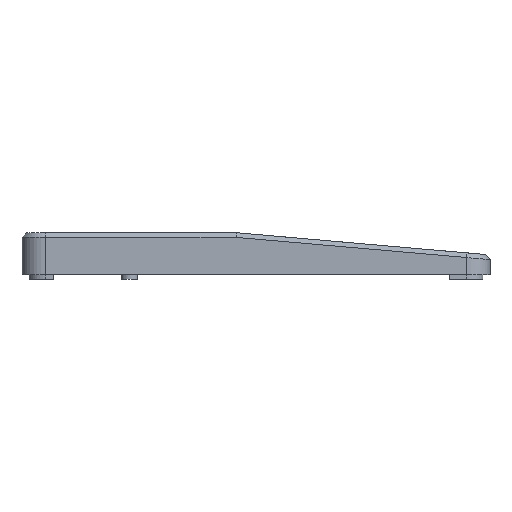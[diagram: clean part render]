
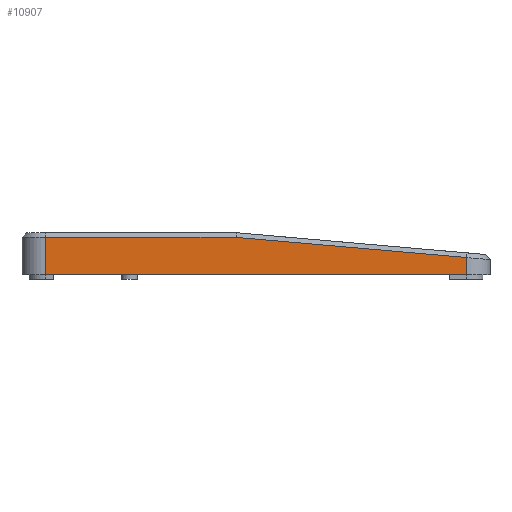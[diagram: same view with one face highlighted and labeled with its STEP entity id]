
A CAD part, left-side view. The second image highlights one B-rep face of the part: STEP entity #10907.
In plain terms, the highlighted planar face has unit normal (-1, 0, 0).
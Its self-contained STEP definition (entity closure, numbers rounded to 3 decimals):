
#482=B_SPLINE_CURVE_WITH_KNOTS('',3,(#20199,#20200,#20201,#20202),
 .UNSPECIFIED.,.F.,.F.,(4,4),(-1.571,-1.553),
 .UNSPECIFIED.);
#917=PLANE('',#11494);
#1502=FACE_OUTER_BOUND('',#2158,.T.);
#2158=EDGE_LOOP('',(#10239,#10240,#10241,#10242,#10243,#10244));
#2224=LINE('',#13918,#3348);
#3266=LINE('',#20087,#4390);
#3268=LINE('',#20091,#4392);
#3283=LINE('',#20225,#4407);
#3284=LINE('',#20227,#4408);
#3348=VECTOR('',#11624,10.);
#4390=VECTOR('',#13712,10.);
#4392=VECTOR('',#13716,10.);
#4407=VECTOR('',#13761,10.);
#4408=VECTOR('',#13764,10.);
#4588=VERTEX_POINT('',#13915);
#4589=VERTEX_POINT('',#13917);
#5548=VERTEX_POINT('',#20082);
#5549=VERTEX_POINT('',#20086);
#5550=VERTEX_POINT('',#20090);
#5554=VERTEX_POINT('',#20155);
#5627=EDGE_CURVE('',#4588,#4589,#2224,.T.);
#7099=EDGE_CURVE('',#5548,#5549,#3266,.T.);
#7101=EDGE_CURVE('',#5549,#5550,#3268,.T.);
#7111=EDGE_CURVE('',#5550,#5554,#482,.T.);
#7120=EDGE_CURVE('',#4588,#5554,#3283,.T.);
#7121=EDGE_CURVE('',#4589,#5548,#3284,.T.);
#10239=ORIENTED_EDGE('',*,*,#7099,.F.);
#10240=ORIENTED_EDGE('',*,*,#7121,.F.);
#10241=ORIENTED_EDGE('',*,*,#5627,.F.);
#10242=ORIENTED_EDGE('',*,*,#7120,.T.);
#10243=ORIENTED_EDGE('',*,*,#7111,.F.);
#10244=ORIENTED_EDGE('',*,*,#7101,.F.);
#10907=ADVANCED_FACE('',(#1502),#917,.T.);
#11494=AXIS2_PLACEMENT_3D('',#20226,#13762,#13763);
#11624=DIRECTION('',(0.,1.,0.));
#13712=DIRECTION('',(0.,-1.,0.));
#13716=DIRECTION('',(0.,-0.996,-0.087));
#13761=DIRECTION('',(0.,0.,1.));
#13762=DIRECTION('center_axis',(-1.,0.,0.));
#13763=DIRECTION('ref_axis',(0.,-1.,0.));
#13764=DIRECTION('',(0.,0.,1.));
#13915=CARTESIAN_POINT('',(0.,-190.,14.9));
#13917=CARTESIAN_POINT('',(0.,-10.,14.9));
#13918=CARTESIAN_POINT('',(0.,-27.9,14.9));
#20082=CARTESIAN_POINT('',(0.,-10.,30.9));
#20086=CARTESIAN_POINT('',(0.,-91.513,30.9));
#20087=CARTESIAN_POINT('',(0.,-27.9,30.9));
#20090=CARTESIAN_POINT('',(0.,-189.826,22.299));
#20091=CARTESIAN_POINT('',(0.,-78.714,32.02));
#20155=CARTESIAN_POINT('',(0.,-190.,22.283));
#20199=CARTESIAN_POINT('Ctrl Pts',(0.,-189.826,
22.299));
#20200=CARTESIAN_POINT('Ctrl Pts',(0.,-189.884,
22.294));
#20201=CARTESIAN_POINT('Ctrl Pts',(0.,-189.942,
22.289));
#20202=CARTESIAN_POINT('Ctrl Pts',(0.,-190.,
22.283));
#20225=CARTESIAN_POINT('',(0.,-190.,14.9));
#20226=CARTESIAN_POINT('Origin',(0.,-10.,14.9));
#20227=CARTESIAN_POINT('',(0.,-10.,14.9));
